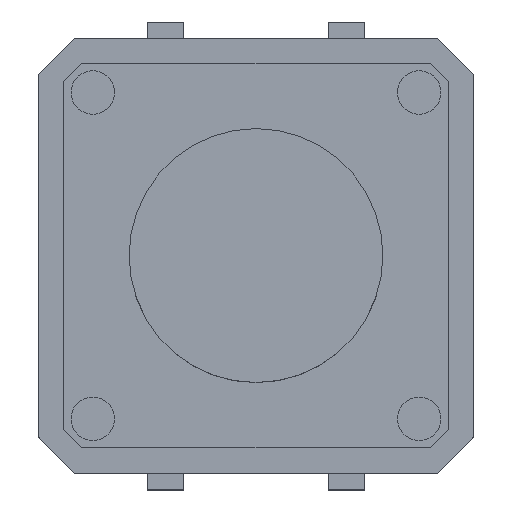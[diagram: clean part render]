
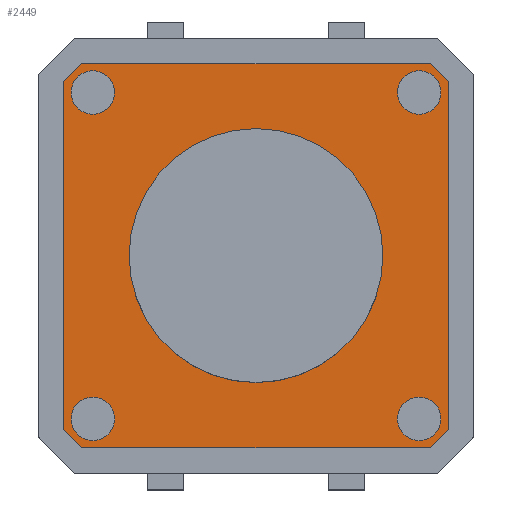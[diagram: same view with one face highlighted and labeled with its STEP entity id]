
A CAD part, top view. The second image highlights one B-rep face of the part: STEP entity #2449.
In plain terms, the highlighted planar face has unit normal (0, 0, 1).
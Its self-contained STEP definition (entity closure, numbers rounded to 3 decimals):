
#2012 = VERTEX_POINT('',#2013);
#2013 = CARTESIAN_POINT('',(-4.8,5.3,3.2));
#2019 = EDGE_CURVE('',#2012,#2020,#2022,.T.);
#2020 = VERTEX_POINT('',#2021);
#2021 = CARTESIAN_POINT('',(4.8,5.3,3.2));
#2022 = LINE('',#2023,#2024);
#2023 = CARTESIAN_POINT('',(-5.3,5.3,3.2));
#2024 = VECTOR('',#2025,1.);
#2025 = DIRECTION('',(1.,0.,0.));
#2052 = VERTEX_POINT('',#2053);
#2053 = CARTESIAN_POINT('',(-5.3,4.8,3.2));
#2059 = EDGE_CURVE('',#2052,#2012,#2060,.T.);
#2060 = LINE('',#2061,#2062);
#2061 = CARTESIAN_POINT('',(-5.05,5.05,3.2));
#2062 = VECTOR('',#2063,1.);
#2063 = DIRECTION('',(0.707,0.707,0.));
#2083 = VERTEX_POINT('',#2084);
#2084 = CARTESIAN_POINT('',(5.3,4.8,3.2));
#2090 = EDGE_CURVE('',#2083,#2020,#2091,.T.);
#2091 = LINE('',#2092,#2093);
#2092 = CARTESIAN_POINT('',(5.05,5.05,3.2));
#2093 = VECTOR('',#2094,1.);
#2094 = DIRECTION('',(-0.707,0.707,0.));
#2114 = VERTEX_POINT('',#2115);
#2115 = CARTESIAN_POINT('',(-5.3,-4.8,3.2));
#2121 = EDGE_CURVE('',#2114,#2052,#2122,.T.);
#2122 = LINE('',#2123,#2124);
#2123 = CARTESIAN_POINT('',(-5.3,-5.3,3.2));
#2124 = VECTOR('',#2125,1.);
#2125 = DIRECTION('',(0.,1.,0.));
#2143 = EDGE_CURVE('',#2083,#2144,#2146,.T.);
#2144 = VERTEX_POINT('',#2145);
#2145 = CARTESIAN_POINT('',(5.3,-4.8,3.2));
#2146 = LINE('',#2147,#2148);
#2147 = CARTESIAN_POINT('',(5.3,5.3,3.2));
#2148 = VECTOR('',#2149,1.);
#2149 = DIRECTION('',(0.,-1.,0.));
#2174 = EDGE_CURVE('',#2114,#2175,#2177,.T.);
#2175 = VERTEX_POINT('',#2176);
#2176 = CARTESIAN_POINT('',(-4.8,-5.3,3.2));
#2177 = LINE('',#2178,#2179);
#2178 = CARTESIAN_POINT('',(-5.05,-5.05,3.2));
#2179 = VECTOR('',#2180,1.);
#2180 = DIRECTION('',(0.707,-0.707,0.));
#2207 = VERTEX_POINT('',#2208);
#2208 = CARTESIAN_POINT('',(4.8,-5.3,3.2));
#2214 = EDGE_CURVE('',#2207,#2144,#2215,.T.);
#2215 = LINE('',#2216,#2217);
#2216 = CARTESIAN_POINT('',(5.05,-5.05,3.2));
#2217 = VECTOR('',#2218,1.);
#2218 = DIRECTION('',(0.707,0.707,0.));
#2236 = EDGE_CURVE('',#2207,#2175,#2237,.T.);
#2237 = LINE('',#2238,#2239);
#2238 = CARTESIAN_POINT('',(5.3,-5.3,3.2));
#2239 = VECTOR('',#2240,1.);
#2240 = DIRECTION('',(-1.,0.,0.));
#2260 = VERTEX_POINT('',#2261);
#2261 = CARTESIAN_POINT('',(-3.9,-4.5,3.2));
#2267 = EDGE_CURVE('',#2260,#2260,#2268,.T.);
#2268 = CIRCLE('',#2269,0.6);
#2269 = AXIS2_PLACEMENT_3D('',#2270,#2271,#2272);
#2270 = CARTESIAN_POINT('',(-4.5,-4.5,3.2));
#2271 = DIRECTION('',(0.,0.,1.));
#2272 = DIRECTION('',(1.,0.,0.));
#2293 = VERTEX_POINT('',#2294);
#2294 = CARTESIAN_POINT('',(5.1,-4.5,3.2));
#2300 = EDGE_CURVE('',#2293,#2293,#2301,.T.);
#2301 = CIRCLE('',#2302,0.6);
#2302 = AXIS2_PLACEMENT_3D('',#2303,#2304,#2305);
#2303 = CARTESIAN_POINT('',(4.5,-4.5,3.2));
#2304 = DIRECTION('',(0.,0.,1.));
#2305 = DIRECTION('',(1.,0.,0.));
#2326 = VERTEX_POINT('',#2327);
#2327 = CARTESIAN_POINT('',(-3.9,4.5,3.2));
#2333 = EDGE_CURVE('',#2326,#2326,#2334,.T.);
#2334 = CIRCLE('',#2335,0.6);
#2335 = AXIS2_PLACEMENT_3D('',#2336,#2337,#2338);
#2336 = CARTESIAN_POINT('',(-4.5,4.5,3.2));
#2337 = DIRECTION('',(0.,0.,1.));
#2338 = DIRECTION('',(1.,0.,0.));
#2359 = VERTEX_POINT('',#2360);
#2360 = CARTESIAN_POINT('',(3.5,0.,3.2));
#2366 = EDGE_CURVE('',#2359,#2359,#2367,.T.);
#2367 = CIRCLE('',#2368,3.5);
#2368 = AXIS2_PLACEMENT_3D('',#2369,#2370,#2371);
#2369 = CARTESIAN_POINT('',(0.,0.,3.2));
#2370 = DIRECTION('',(0.,0.,1.));
#2371 = DIRECTION('',(1.,0.,0.));
#2392 = VERTEX_POINT('',#2393);
#2393 = CARTESIAN_POINT('',(5.1,4.5,3.2));
#2399 = EDGE_CURVE('',#2392,#2392,#2400,.T.);
#2400 = CIRCLE('',#2401,0.6);
#2401 = AXIS2_PLACEMENT_3D('',#2402,#2403,#2404);
#2402 = CARTESIAN_POINT('',(4.5,4.5,3.2));
#2403 = DIRECTION('',(0.,0.,1.));
#2404 = DIRECTION('',(1.,0.,0.));
#2449 = ADVANCED_FACE('',(#2450,#2460,#2463,#2466,#2469,#2472),#2475,.T.
  );
#2450 = FACE_BOUND('',#2451,.T.);
#2451 = EDGE_LOOP('',(#2452,#2453,#2454,#2455,#2456,#2457,#2458,#2459));
#2452 = ORIENTED_EDGE('',*,*,#2019,.F.);
#2453 = ORIENTED_EDGE('',*,*,#2059,.F.);
#2454 = ORIENTED_EDGE('',*,*,#2121,.F.);
#2455 = ORIENTED_EDGE('',*,*,#2174,.T.);
#2456 = ORIENTED_EDGE('',*,*,#2236,.F.);
#2457 = ORIENTED_EDGE('',*,*,#2214,.T.);
#2458 = ORIENTED_EDGE('',*,*,#2143,.F.);
#2459 = ORIENTED_EDGE('',*,*,#2090,.T.);
#2460 = FACE_BOUND('',#2461,.T.);
#2461 = EDGE_LOOP('',(#2462));
#2462 = ORIENTED_EDGE('',*,*,#2267,.F.);
#2463 = FACE_BOUND('',#2464,.T.);
#2464 = EDGE_LOOP('',(#2465));
#2465 = ORIENTED_EDGE('',*,*,#2300,.F.);
#2466 = FACE_BOUND('',#2467,.T.);
#2467 = EDGE_LOOP('',(#2468));
#2468 = ORIENTED_EDGE('',*,*,#2333,.F.);
#2469 = FACE_BOUND('',#2470,.T.);
#2470 = EDGE_LOOP('',(#2471));
#2471 = ORIENTED_EDGE('',*,*,#2366,.F.);
#2472 = FACE_BOUND('',#2473,.T.);
#2473 = EDGE_LOOP('',(#2474));
#2474 = ORIENTED_EDGE('',*,*,#2399,.F.);
#2475 = PLANE('',#2476);
#2476 = AXIS2_PLACEMENT_3D('',#2477,#2478,#2479);
#2477 = CARTESIAN_POINT('',(0.,0.,3.2)
  );
#2478 = DIRECTION('',(0.,0.,1.));
#2479 = DIRECTION('',(1.,0.,0.));
